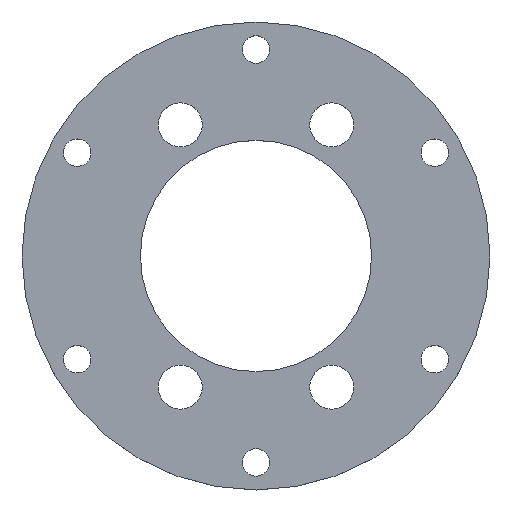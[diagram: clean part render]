
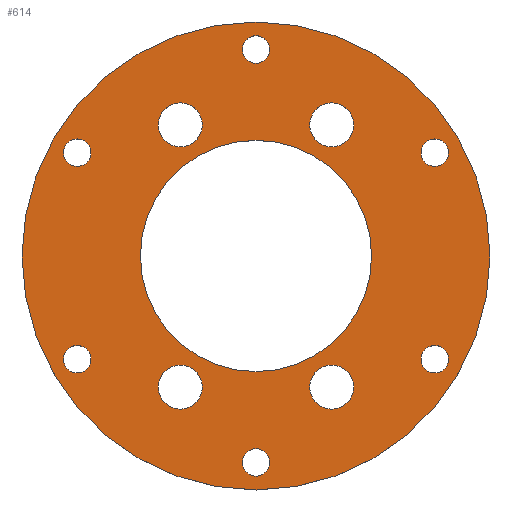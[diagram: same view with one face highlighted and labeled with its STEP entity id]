
A CAD part, top view. The second image highlights one B-rep face of the part: STEP entity #614.
In plain terms, the highlighted planar face has unit normal (0, 0, 1).
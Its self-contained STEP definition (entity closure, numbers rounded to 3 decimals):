
#69=CARTESIAN_POINT('',(0.,0.,3.));
#70=DIRECTION('',(0.,0.,-1.));
#71=DIRECTION('',(1.,0.,0.));
#72=AXIS2_PLACEMENT_3D('',#69,#70,#71);
#74=CARTESIAN_POINT('',(0.,0.,3.));
#75=DIRECTION('',(0.,0.,-1.));
#76=DIRECTION('',(-1.,0.,0.));
#77=AXIS2_PLACEMENT_3D('',#74,#75,#76);
#79=CARTESIAN_POINT('',(0.,37.5,3.));
#80=DIRECTION('',(0.,0.,-1.));
#81=DIRECTION('',(1.,0.,0.));
#82=AXIS2_PLACEMENT_3D('',#79,#80,#81);
#84=CARTESIAN_POINT('',(0.,37.5,3.));
#85=DIRECTION('',(0.,0.,-1.));
#86=DIRECTION('',(-1.,0.,0.));
#87=AXIS2_PLACEMENT_3D('',#84,#85,#86);
#89=CARTESIAN_POINT('',(0.,-37.5,3.));
#90=DIRECTION('',(0.,0.,-1.));
#91=DIRECTION('',(1.,0.,0.));
#92=AXIS2_PLACEMENT_3D('',#89,#90,#91);
#94=CARTESIAN_POINT('',(0.,-37.5,3.));
#95=DIRECTION('',(0.,0.,-1.));
#96=DIRECTION('',(-1.,0.,0.));
#97=AXIS2_PLACEMENT_3D('',#94,#95,#96);
#99=CARTESIAN_POINT('',(-32.476,18.75,3.));
#100=DIRECTION('',(0.,0.,-1.));
#101=DIRECTION('',(1.,0.,0.));
#102=AXIS2_PLACEMENT_3D('',#99,#100,#101);
#104=CARTESIAN_POINT('',(-32.476,18.75,3.));
#105=DIRECTION('',(0.,0.,-1.));
#106=DIRECTION('',(-1.,0.,0.));
#107=AXIS2_PLACEMENT_3D('',#104,#105,#106);
#109=CARTESIAN_POINT('',(32.476,18.75,3.));
#110=DIRECTION('',(0.,0.,-1.));
#111=DIRECTION('',(1.,0.,0.));
#112=AXIS2_PLACEMENT_3D('',#109,#110,#111);
#114=CARTESIAN_POINT('',(32.476,18.75,3.));
#115=DIRECTION('',(0.,0.,-1.));
#116=DIRECTION('',(-1.,0.,0.));
#117=AXIS2_PLACEMENT_3D('',#114,#115,#116);
#119=CARTESIAN_POINT('',(32.476,-18.75,3.));
#120=DIRECTION('',(0.,0.,-1.));
#121=DIRECTION('',(1.,0.,0.));
#122=AXIS2_PLACEMENT_3D('',#119,#120,#121);
#124=CARTESIAN_POINT('',(32.476,-18.75,3.));
#125=DIRECTION('',(0.,0.,-1.));
#126=DIRECTION('',(-1.,0.,0.));
#127=AXIS2_PLACEMENT_3D('',#124,#125,#126);
#129=CARTESIAN_POINT('',(-32.476,-18.75,3.));
#130=DIRECTION('',(0.,0.,-1.));
#131=DIRECTION('',(1.,0.,0.));
#132=AXIS2_PLACEMENT_3D('',#129,#130,#131);
#134=CARTESIAN_POINT('',(-32.476,-18.75,3.));
#135=DIRECTION('',(0.,0.,-1.));
#136=DIRECTION('',(-1.,0.,0.));
#137=AXIS2_PLACEMENT_3D('',#134,#135,#136);
#139=CARTESIAN_POINT('',(0.,0.,3.));
#140=DIRECTION('',(0.,0.,1.));
#141=DIRECTION('',(1.,0.,0.));
#142=AXIS2_PLACEMENT_3D('',#139,#140,#141);
#144=CARTESIAN_POINT('',(0.,0.,3.));
#145=DIRECTION('',(0.,0.,1.));
#146=DIRECTION('',(-1.,0.,0.));
#147=AXIS2_PLACEMENT_3D('',#144,#145,#146);
#149=CARTESIAN_POINT('',(13.75,23.816,3.));
#150=DIRECTION('',(0.,0.,-1.));
#151=DIRECTION('',(-1.,0.,0.));
#152=AXIS2_PLACEMENT_3D('',#149,#150,#151);
#154=CARTESIAN_POINT('',(13.75,23.816,3.));
#155=DIRECTION('',(0.,0.,-1.));
#156=DIRECTION('',(1.,0.,0.));
#157=AXIS2_PLACEMENT_3D('',#154,#155,#156);
#159=CARTESIAN_POINT('',(-13.75,23.816,3.));
#160=DIRECTION('',(0.,0.,-1.));
#161=DIRECTION('',(-1.,0.,0.));
#162=AXIS2_PLACEMENT_3D('',#159,#160,#161);
#164=CARTESIAN_POINT('',(-13.75,23.816,3.));
#165=DIRECTION('',(0.,0.,-1.));
#166=DIRECTION('',(1.,0.,0.));
#167=AXIS2_PLACEMENT_3D('',#164,#165,#166);
#169=CARTESIAN_POINT('',(-13.75,-23.816,3.));
#170=DIRECTION('',(0.,0.,-1.));
#171=DIRECTION('',(-1.,0.,0.));
#172=AXIS2_PLACEMENT_3D('',#169,#170,#171);
#174=CARTESIAN_POINT('',(-13.75,-23.816,3.));
#175=DIRECTION('',(0.,0.,-1.));
#176=DIRECTION('',(1.,0.,0.));
#177=AXIS2_PLACEMENT_3D('',#174,#175,#176);
#179=CARTESIAN_POINT('',(13.75,-23.816,3.));
#180=DIRECTION('',(0.,0.,-1.));
#181=DIRECTION('',(-1.,0.,0.));
#182=AXIS2_PLACEMENT_3D('',#179,#180,#181);
#184=CARTESIAN_POINT('',(13.75,-23.816,3.));
#185=DIRECTION('',(0.,0.,-1.));
#186=DIRECTION('',(1.,0.,0.));
#187=AXIS2_PLACEMENT_3D('',#184,#185,#186);
#369=CARTESIAN_POINT('',(21.,0.,3.));
#370=CARTESIAN_POINT('',(-21.,0.,3.));
#371=VERTEX_POINT('',#369);
#372=VERTEX_POINT('',#370);
#373=CARTESIAN_POINT('',(2.5,37.5,3.));
#374=CARTESIAN_POINT('',(-2.5,37.5,3.));
#375=VERTEX_POINT('',#373);
#376=VERTEX_POINT('',#374);
#377=CARTESIAN_POINT('',(2.5,-37.5,3.));
#378=CARTESIAN_POINT('',(-2.5,-37.5,3.));
#379=VERTEX_POINT('',#377);
#380=VERTEX_POINT('',#378);
#381=CARTESIAN_POINT('',(-29.976,18.75,3.));
#382=CARTESIAN_POINT('',(-34.976,18.75,3.));
#383=VERTEX_POINT('',#381);
#384=VERTEX_POINT('',#382);
#385=CARTESIAN_POINT('',(34.976,18.75,3.));
#386=CARTESIAN_POINT('',(29.976,18.75,3.));
#387=VERTEX_POINT('',#385);
#388=VERTEX_POINT('',#386);
#389=CARTESIAN_POINT('',(34.976,-18.75,3.));
#390=CARTESIAN_POINT('',(29.976,-18.75,3.));
#391=VERTEX_POINT('',#389);
#392=VERTEX_POINT('',#390);
#393=CARTESIAN_POINT('',(-29.976,-18.75,3.));
#394=CARTESIAN_POINT('',(-34.976,-18.75,3.));
#395=VERTEX_POINT('',#393);
#396=VERTEX_POINT('',#394);
#397=CARTESIAN_POINT('',(42.5,0.,3.));
#398=CARTESIAN_POINT('',(-42.5,0.,3.));
#399=VERTEX_POINT('',#397);
#400=VERTEX_POINT('',#398);
#453=CARTESIAN_POINT('',(9.75,23.816,3.));
#454=CARTESIAN_POINT('',(17.75,23.816,3.));
#455=VERTEX_POINT('',#453);
#456=VERTEX_POINT('',#454);
#457=CARTESIAN_POINT('',(-17.75,23.816,3.));
#458=CARTESIAN_POINT('',(-9.75,23.816,3.));
#459=VERTEX_POINT('',#457);
#460=VERTEX_POINT('',#458);
#461=CARTESIAN_POINT('',(-17.75,-23.816,3.));
#462=CARTESIAN_POINT('',(-9.75,-23.816,3.));
#463=VERTEX_POINT('',#461);
#464=VERTEX_POINT('',#462);
#465=CARTESIAN_POINT('',(9.75,-23.816,3.));
#466=CARTESIAN_POINT('',(17.75,-23.816,3.));
#467=VERTEX_POINT('',#465);
#468=VERTEX_POINT('',#466);
#539=CARTESIAN_POINT('',(0.,0.,3.));
#540=DIRECTION('',(0.,0.,1.));
#541=DIRECTION('',(1.,0.,0.));
#542=AXIS2_PLACEMENT_3D('',#539,#540,#541);
#543=PLANE('',#542);
#545=ORIENTED_EDGE('',*,*,#544,.F.);
#547=ORIENTED_EDGE('',*,*,#546,.F.);
#548=EDGE_LOOP('',(#545,#547));
#549=FACE_OUTER_BOUND('',#548,.F.);
#551=ORIENTED_EDGE('',*,*,#550,.F.);
#553=ORIENTED_EDGE('',*,*,#552,.F.);
#554=EDGE_LOOP('',(#551,#553));
#555=FACE_BOUND('',#554,.F.);
#557=ORIENTED_EDGE('',*,*,#556,.F.);
#559=ORIENTED_EDGE('',*,*,#558,.F.);
#560=EDGE_LOOP('',(#557,#559));
#561=FACE_BOUND('',#560,.F.);
#563=ORIENTED_EDGE('',*,*,#562,.F.);
#565=ORIENTED_EDGE('',*,*,#564,.F.);
#566=EDGE_LOOP('',(#563,#565));
#567=FACE_BOUND('',#566,.F.);
#569=ORIENTED_EDGE('',*,*,#568,.F.);
#571=ORIENTED_EDGE('',*,*,#570,.F.);
#572=EDGE_LOOP('',(#569,#571));
#573=FACE_BOUND('',#572,.F.);
#575=ORIENTED_EDGE('',*,*,#574,.F.);
#577=ORIENTED_EDGE('',*,*,#576,.F.);
#578=EDGE_LOOP('',(#575,#577));
#579=FACE_BOUND('',#578,.F.);
#581=ORIENTED_EDGE('',*,*,#580,.F.);
#583=ORIENTED_EDGE('',*,*,#582,.F.);
#584=EDGE_LOOP('',(#581,#583));
#585=FACE_BOUND('',#584,.F.);
#586=ORIENTED_EDGE('',*,*,#519,.F.);
#587=ORIENTED_EDGE('',*,*,#533,.F.);
#588=EDGE_LOOP('',(#586,#587));
#589=FACE_BOUND('',#588,.F.);
#591=ORIENTED_EDGE('',*,*,#590,.F.);
#593=ORIENTED_EDGE('',*,*,#592,.F.);
#594=EDGE_LOOP('',(#591,#593));
#595=FACE_BOUND('',#594,.F.);
#597=ORIENTED_EDGE('',*,*,#596,.F.);
#599=ORIENTED_EDGE('',*,*,#598,.F.);
#600=EDGE_LOOP('',(#597,#599));
#601=FACE_BOUND('',#600,.F.);
#603=ORIENTED_EDGE('',*,*,#602,.F.);
#605=ORIENTED_EDGE('',*,*,#604,.F.);
#606=EDGE_LOOP('',(#603,#605));
#607=FACE_BOUND('',#606,.F.);
#609=ORIENTED_EDGE('',*,*,#608,.F.);
#611=ORIENTED_EDGE('',*,*,#610,.F.);
#612=EDGE_LOOP('',(#609,#611));
#613=FACE_BOUND('',#612,.F.);
#614=ADVANCED_FACE('',(#549,#555,#561,#567,#573,#579,#585,#589,#595,#601,#607,
#613),#543,.T.);
#73=CIRCLE('',#72,21.);
#78=CIRCLE('',#77,21.);
#83=CIRCLE('',#82,2.5);
#88=CIRCLE('',#87,2.5);
#93=CIRCLE('',#92,2.5);
#98=CIRCLE('',#97,2.5);
#103=CIRCLE('',#102,2.5);
#108=CIRCLE('',#107,2.5);
#113=CIRCLE('',#112,2.5);
#118=CIRCLE('',#117,2.5);
#123=CIRCLE('',#122,2.5);
#128=CIRCLE('',#127,2.5);
#133=CIRCLE('',#132,2.5);
#138=CIRCLE('',#137,2.5);
#143=CIRCLE('',#142,42.5);
#148=CIRCLE('',#147,42.5);
#153=CIRCLE('',#152,4.);
#158=CIRCLE('',#157,4.);
#163=CIRCLE('',#162,4.);
#168=CIRCLE('',#167,4.);
#173=CIRCLE('',#172,4.);
#178=CIRCLE('',#177,4.);
#183=CIRCLE('',#182,4.);
#188=CIRCLE('',#187,4.);
#519=EDGE_CURVE('',#371,#372,#73,.T.);
#533=EDGE_CURVE('',#372,#371,#78,.T.);
#544=EDGE_CURVE('',#399,#400,#143,.T.);
#546=EDGE_CURVE('',#400,#399,#148,.T.);
#550=EDGE_CURVE('',#375,#376,#83,.T.);
#552=EDGE_CURVE('',#376,#375,#88,.T.);
#556=EDGE_CURVE('',#379,#380,#93,.T.);
#558=EDGE_CURVE('',#380,#379,#98,.T.);
#562=EDGE_CURVE('',#383,#384,#103,.T.);
#564=EDGE_CURVE('',#384,#383,#108,.T.);
#568=EDGE_CURVE('',#387,#388,#113,.T.);
#570=EDGE_CURVE('',#388,#387,#118,.T.);
#574=EDGE_CURVE('',#391,#392,#123,.T.);
#576=EDGE_CURVE('',#392,#391,#128,.T.);
#580=EDGE_CURVE('',#395,#396,#133,.T.);
#582=EDGE_CURVE('',#396,#395,#138,.T.);
#590=EDGE_CURVE('',#455,#456,#153,.T.);
#592=EDGE_CURVE('',#456,#455,#158,.T.);
#596=EDGE_CURVE('',#459,#460,#163,.T.);
#598=EDGE_CURVE('',#460,#459,#168,.T.);
#602=EDGE_CURVE('',#463,#464,#173,.T.);
#604=EDGE_CURVE('',#464,#463,#178,.T.);
#608=EDGE_CURVE('',#467,#468,#183,.T.);
#610=EDGE_CURVE('',#468,#467,#188,.T.);
